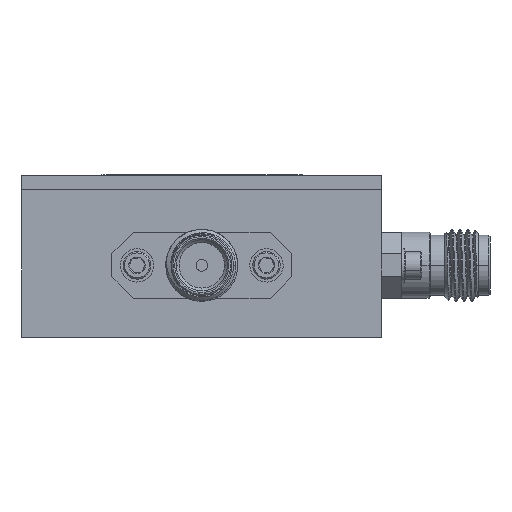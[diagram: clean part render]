
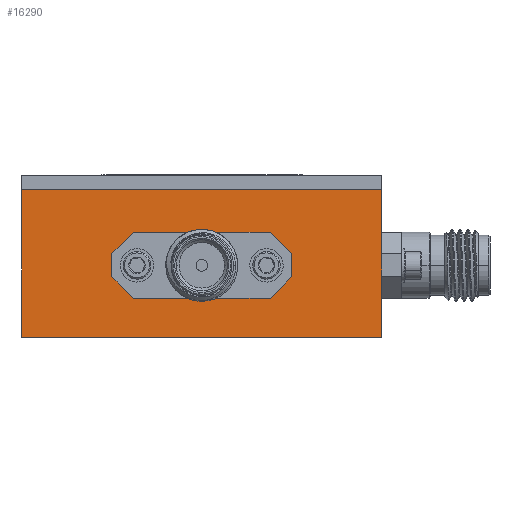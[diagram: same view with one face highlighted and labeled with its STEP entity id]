
A CAD part, left-side view. The second image highlights one B-rep face of the part: STEP entity #16290.
In plain terms, the highlighted planar face has unit normal (-1, 0, 0).
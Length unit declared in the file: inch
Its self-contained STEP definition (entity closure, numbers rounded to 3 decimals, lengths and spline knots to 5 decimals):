
#2605 = VECTOR ( 'NONE', #19030, 39.37008 ) ;
#4228 = CARTESIAN_POINT ( 'NONE',  ( -0.625, -0.3125, 0.0835 ) ) ;
#4347 = CARTESIAN_POINT ( 'NONE',  ( -0.625, 0.3125, 0.0085 ) ) ;
#5577 = VERTEX_POINT ( 'NONE', #47888 ) ;
#7713 = VERTEX_POINT ( 'NONE', #37044 ) ;
#7943 = CARTESIAN_POINT ( 'NONE',  ( -0.625, -0.625, 0.2815 ) ) ;
#8632 = ORIENTED_EDGE ( 'NONE', *, *, #11133, .F. ) ;
#8734 = DIRECTION ( 'NONE',  ( 0., 1., 0. ) ) ;
#9233 = EDGE_LOOP ( 'NONE', ( #53101, #15979, #19442, #8632, #60532, #58794, #43780, #13792 ) ) ;
#11133 = EDGE_CURVE ( 'NONE', #5577, #7713, #13905, .T. ) ;
#11297 = VECTOR ( 'NONE', #24380, 39.37008 ) ;
#12211 = EDGE_LOOP ( 'NONE', ( #35223, #51239, #60460, #51775 ) ) ;
#12905 = DIRECTION ( 'NONE',  ( 0., -1., 0. ) ) ;
#13112 = FACE_BOUND ( 'NONE', #9233, .T. ) ;
#13792 = ORIENTED_EDGE ( 'NONE', *, *, #66078, .F. ) ;
#13905 = LINE ( 'NONE', #34881, #58321 ) ;
#14057 = VERTEX_POINT ( 'NONE', #31858 ) ;
#14800 = CARTESIAN_POINT ( 'NONE',  ( -0.625, 0.625, -0.2815 ) ) ;
#15279 = LINE ( 'NONE', #20782, #50976 ) ;
#15957 = DIRECTION ( 'NONE',  ( 0., 0.707, 0.707 ) ) ;
#15979 = ORIENTED_EDGE ( 'NONE', *, *, #36698, .F. ) ;
#16173 = CARTESIAN_POINT ( 'NONE',  ( -0.625, -0.17625, -0.20775 ) ) ;
#16290 = ADVANCED_FACE ( 'NONE', ( #60279, #13112 ), #55122, .F. ) ;
#16340 = CARTESIAN_POINT ( 'NONE',  ( -0.625, -0.625, -0.2815 ) ) ;
#17399 = VERTEX_POINT ( 'NONE', #36486 ) ;
#17913 = VERTEX_POINT ( 'NONE', #65620 ) ;
#18141 = VECTOR ( 'NONE', #35835, 39.37008 ) ;
#18327 = VERTEX_POINT ( 'NONE', #45421 ) ;
#19030 = DIRECTION ( 'NONE',  ( 0., -0.707, 0.707 ) ) ;
#19442 = ORIENTED_EDGE ( 'NONE', *, *, #32532, .T. ) ;
#20782 = CARTESIAN_POINT ( 'NONE',  ( -0.625, 0.17625, -0.20775 ) ) ;
#21288 = EDGE_CURVE ( 'NONE', #5577, #14057, #46705, .T. ) ;
#21342 = LINE ( 'NONE', #16173, #30307 ) ;
#23001 = VECTOR ( 'NONE', #47612, 39.37008 ) ;
#23291 = VERTEX_POINT ( 'NONE', #57464 ) ;
#24213 = VECTOR ( 'NONE', #47812, 39.37008 ) ;
#24277 = LINE ( 'NONE', #46311, #67831 ) ;
#24380 = DIRECTION ( 'NONE',  ( 0., 0., -1. ) ) ;
#24954 = DIRECTION ( 'NONE',  ( 0., 0., -1. ) ) ;
#25475 = AXIS2_PLACEMENT_3D ( 'NONE', #7943, #28937, #49948 ) ;
#25653 = EDGE_CURVE ( 'NONE', #18327, #45173, #32999, .T. ) ;
#26240 = LINE ( 'NONE', #4228, #27402 ) ;
#27402 = VECTOR ( 'NONE', #47262, 39.37008 ) ;
#28937 = DIRECTION ( 'NONE',  ( 1., 0., 0. ) ) ;
#29587 = CARTESIAN_POINT ( 'NONE',  ( -0.625, 0.2375, -0.1465 ) ) ;
#30307 = VECTOR ( 'NONE', #64018, 39.37008 ) ;
#31260 = EDGE_CURVE ( 'NONE', #33521, #17913, #15279, .T. ) ;
#31858 = CARTESIAN_POINT ( 'NONE',  ( -0.625, -0.3125, 0.0085 ) ) ;
#32078 = CARTESIAN_POINT ( 'NONE',  ( -0.625, -0.3125, -0.1465 ) ) ;
#32532 = EDGE_CURVE ( 'NONE', #41320, #7713, #41037, .T. ) ;
#32999 = LINE ( 'NONE', #51548, #11297 ) ;
#33521 = VERTEX_POINT ( 'NONE', #29587 ) ;
#34181 = EDGE_CURVE ( 'NONE', #37520, #47155, #36522, .T. ) ;
#34881 = CARTESIAN_POINT ( 'NONE',  ( -0.625, -0.3125, 0.0835 ) ) ;
#35223 = ORIENTED_EDGE ( 'NONE', *, *, #38771, .F. ) ;
#35835 = DIRECTION ( 'NONE',  ( 0., 0., -1. ) ) ;
#36348 = DIRECTION ( 'NONE',  ( 0., -0.707, -0.707 ) ) ;
#36486 = CARTESIAN_POINT ( 'NONE',  ( -0.625, -0.3125, -0.0715 ) ) ;
#36522 = LINE ( 'NONE', #57539, #18141 ) ;
#36698 = EDGE_CURVE ( 'NONE', #41320, #17913, #24277, .T. ) ;
#37044 = CARTESIAN_POINT ( 'NONE',  ( -0.625, 0.2375, 0.0835 ) ) ;
#37111 = LINE ( 'NONE', #52960, #24213 ) ;
#37245 = LINE ( 'NONE', #32078, #23001 ) ;
#37520 = VERTEX_POINT ( 'NONE', #63463 ) ;
#38735 = LINE ( 'NONE', #39063, #61384 ) ;
#38771 = EDGE_CURVE ( 'NONE', #18327, #37520, #38735, .T. ) ;
#39063 = CARTESIAN_POINT ( 'NONE',  ( -0.625, -0.625, 0.2315 ) ) ;
#41037 = LINE ( 'NONE', #66191, #2605 ) ;
#41320 = VERTEX_POINT ( 'NONE', #4347 ) ;
#42645 = EDGE_CURVE ( 'NONE', #45173, #47155, #37111, .T. ) ;
#43780 = ORIENTED_EDGE ( 'NONE', *, *, #62403, .T. ) ;
#45173 = VERTEX_POINT ( 'NONE', #14800 ) ;
#45421 = CARTESIAN_POINT ( 'NONE',  ( -0.625, 0.625, 0.2315 ) ) ;
#46311 = CARTESIAN_POINT ( 'NONE',  ( -0.625, 0.3125, 0.0835 ) ) ;
#46705 = LINE ( 'NONE', #67697, #61437 ) ;
#47155 = VERTEX_POINT ( 'NONE', #16340 ) ;
#47262 = DIRECTION ( 'NONE',  ( 0., 0., 1. ) ) ;
#47612 = DIRECTION ( 'NONE',  ( 0., -1., 0. ) ) ;
#47812 = DIRECTION ( 'NONE',  ( 0., -1., 0. ) ) ;
#47888 = CARTESIAN_POINT ( 'NONE',  ( -0.625, -0.2375, 0.0835 ) ) ;
#49948 = DIRECTION ( 'NONE',  ( 0., 1., 0. ) ) ;
#50976 = VECTOR ( 'NONE', #15957, 39.37008 ) ;
#51239 = ORIENTED_EDGE ( 'NONE', *, *, #25653, .T. ) ;
#51548 = CARTESIAN_POINT ( 'NONE',  ( -0.625, 0.625, 0.2815 ) ) ;
#51775 = ORIENTED_EDGE ( 'NONE', *, *, #34181, .F. ) ;
#52960 = CARTESIAN_POINT ( 'NONE',  ( -0.625, -0.625, -0.2815 ) ) ;
#53101 = ORIENTED_EDGE ( 'NONE', *, *, #31260, .T. ) ;
#55122 = PLANE ( 'NONE',  #25475 ) ;
#57464 = CARTESIAN_POINT ( 'NONE',  ( -0.625, -0.2375, -0.1465 ) ) ;
#57539 = CARTESIAN_POINT ( 'NONE',  ( -0.625, -0.625, 0.2815 ) ) ;
#58321 = VECTOR ( 'NONE', #8734, 39.37008 ) ;
#58794 = ORIENTED_EDGE ( 'NONE', *, *, #60765, .F. ) ;
#60279 = FACE_OUTER_BOUND ( 'NONE', #12211, .T. ) ;
#60460 = ORIENTED_EDGE ( 'NONE', *, *, #42645, .T. ) ;
#60532 = ORIENTED_EDGE ( 'NONE', *, *, #21288, .T. ) ;
#60765 = EDGE_CURVE ( 'NONE', #17399, #14057, #26240, .T. ) ;
#61384 = VECTOR ( 'NONE', #12905, 39.37008 ) ;
#61437 = VECTOR ( 'NONE', #36348, 39.37008 ) ;
#62403 = EDGE_CURVE ( 'NONE', #17399, #23291, #21342, .T. ) ;
#63463 = CARTESIAN_POINT ( 'NONE',  ( -0.625, -0.625, 0.2315 ) ) ;
#64018 = DIRECTION ( 'NONE',  ( 0., 0.707, -0.707 ) ) ;
#65620 = CARTESIAN_POINT ( 'NONE',  ( -0.625, 0.3125, -0.0715 ) ) ;
#66078 = EDGE_CURVE ( 'NONE', #33521, #23291, #37245, .T. ) ;
#66191 = CARTESIAN_POINT ( 'NONE',  ( -0.625, 0.17625, 0.14475 ) ) ;
#67697 = CARTESIAN_POINT ( 'NONE',  ( -0.625, -0.17625, 0.14475 ) ) ;
#67831 = VECTOR ( 'NONE', #24954, 39.37008 ) ;
